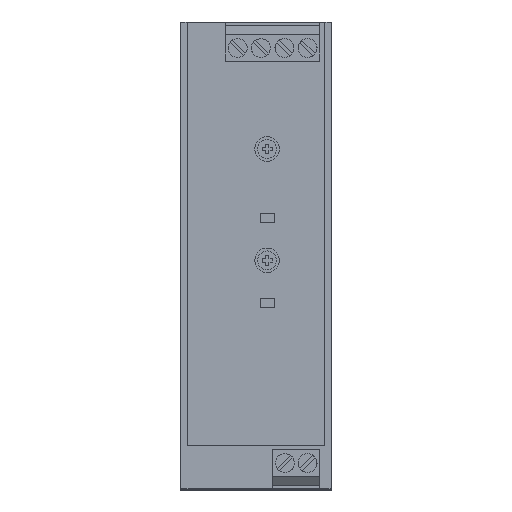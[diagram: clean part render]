
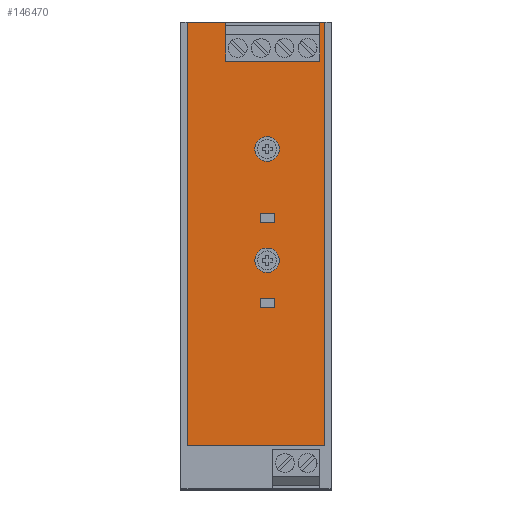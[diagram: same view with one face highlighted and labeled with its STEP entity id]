
A CAD part, top view. The second image highlights one B-rep face of the part: STEP entity #146470.
In plain terms, the highlighted face is planar.
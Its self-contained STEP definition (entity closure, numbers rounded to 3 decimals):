
#93350=CARTESIAN_POINT('',(-13.5,88.9,0.));
#93360=DIRECTION('',(0.,0.,1.));
#93370=VECTOR('',#93360,1.);
#93380=LINE('',#93350,#93370);
#93390=CARTESIAN_POINT('',(-13.5,88.9,46.81));
#93400=VERTEX_POINT('',#93390);
#93410=CARTESIAN_POINT('',(-13.5,88.9,49.41));
#93420=VERTEX_POINT('',#93410);
#93430=EDGE_CURVE('',#93400,#93420,#93380,.T.);
#140500=CARTESIAN_POINT('',(-0.85,88.9,-9.));
#140510=VERTEX_POINT('',#140500);
#140590=CARTESIAN_POINT('',(-0.85,88.9,-11.));
#140600=VERTEX_POINT('',#140590);
#140630=CARTESIAN_POINT('',(-0.85,88.9,0.));
#140640=DIRECTION('',(0.,0.,1.));
#140650=VECTOR('',#140640,1.);
#140660=LINE('',#140630,#140650);
#140670=EDGE_CURVE('',#140600,#140510,#140660,.T.);
#141060=CARTESIAN_POINT('',(-14.61,88.9,49.41));
#141070=VERTEX_POINT('',#141060);
#141100=CARTESIAN_POINT('',(0.,88.9,49.41));
#141110=DIRECTION('',(1.,0.,0.));
#141120=VECTOR('',#141110,1.);
#141130=LINE('',#141100,#141120);
#141140=EDGE_CURVE('',#141070,#93420,#141130,.T.);
#144070=CARTESIAN_POINT('',(-3.85,88.9,-11.));
#144080=VERTEX_POINT('',#144070);
#144110=CARTESIAN_POINT('',(0.,88.9,-11.));
#144120=DIRECTION('',(1.,0.,0.));
#144130=VECTOR('',#144120,1.);
#144140=LINE('',#144110,#144130);
#144150=EDGE_CURVE('',#144080,#140600,#144140,.T.);
#144940=CARTESIAN_POINT('',(-10.375,88.9,0.));
#144950=DIRECTION('',(0.,1.,0.));
#144960=DIRECTION('',(0.,0.,1.));
#144970=AXIS2_PLACEMENT_3D('',#144940,#144950,#144960);
#144980=PLANE('',#144970);
#144990=CARTESIAN_POINT('',(-0.85,88.9,0.));
#145000=DIRECTION('',(0.,0.,1.));
#145010=VECTOR('',#145000,1.);
#145020=LINE('',#144990,#145010);
#145030=CARTESIAN_POINT('',(-0.85,88.9,7.));
#145040=VERTEX_POINT('',#145030);
#145050=CARTESIAN_POINT('',(-0.85,88.9,9.));
#145060=VERTEX_POINT('',#145050);
#145070=EDGE_CURVE('',#145040,#145060,#145020,.T.);
#145080=ORIENTED_EDGE('',*,*,#145070,.T.);
#145090=CARTESIAN_POINT('',(0.,88.9,7.));
#145100=DIRECTION('',(1.,0.,0.));
#145110=VECTOR('',#145100,1.);
#145120=LINE('',#145090,#145110);
#145130=CARTESIAN_POINT('',(-3.85,88.9,7.));
#145140=VERTEX_POINT('',#145130);
#145150=EDGE_CURVE('',#145140,#145040,#145120,.T.);
#145160=ORIENTED_EDGE('',*,*,#145150,.T.);
#145170=CARTESIAN_POINT('',(-3.85,88.9,0.));
#145180=DIRECTION('',(0.,0.,-1.));
#145190=VECTOR('',#145180,1.);
#145200=LINE('',#145170,#145190);
#145210=CARTESIAN_POINT('',(-3.85,88.9,9.));
#145220=VERTEX_POINT('',#145210);
#145230=EDGE_CURVE('',#145220,#145140,#145200,.T.);
#145240=ORIENTED_EDGE('',*,*,#145230,.T.);
#145250=CARTESIAN_POINT('',(0.,88.9,9.));
#145260=DIRECTION('',(-1.,0.,0.));
#145270=VECTOR('',#145260,1.);
#145280=LINE('',#145250,#145270);
#145290=EDGE_CURVE('',#145060,#145220,#145280,.T.);
#145300=ORIENTED_EDGE('',*,*,#145290,.T.);
#145310=EDGE_LOOP('',(#145300,#145240,#145160,#145080));
#145320=FACE_BOUND('',#145310,.T.);
#145330=CARTESIAN_POINT('',(-2.35,88.9,22.6));
#145340=DIRECTION('',(0.,-1.,0.));
#145350=DIRECTION('',(1.,0.,0.));
#145360=AXIS2_PLACEMENT_3D('',#145330,#145340,#145350);
#145370=CIRCLE('',#145360,2.6);
#145380=CARTESIAN_POINT('',(0.25,88.9,22.6));
#145390=VERTEX_POINT('',#145380);
#145400=CARTESIAN_POINT('',(-4.95,88.9,22.6));
#145410=VERTEX_POINT('',#145400);
#145420=EDGE_CURVE('',#145390,#145410,#145370,.T.);
#145430=ORIENTED_EDGE('',*,*,#145420,.T.);
#145440=EDGE_CURVE('',#145410,#145390,#145370,.T.);
#145450=ORIENTED_EDGE('',*,*,#145440,.T.);
#145460=EDGE_LOOP('',(#145450,#145430));
#145470=FACE_BOUND('',#145460,.T.);
#145480=ORIENTED_EDGE('',*,*,#144150,.T.);
#145490=CARTESIAN_POINT('',(-3.85,88.9,0.));
#145500=DIRECTION('',(0.,0.,-1.));
#145510=VECTOR('',#145500,1.);
#145520=LINE('',#145490,#145510);
#145530=CARTESIAN_POINT('',(-3.85,88.9,-9.));
#145540=VERTEX_POINT('',#145530);
#145550=EDGE_CURVE('',#145540,#144080,#145520,.T.);
#145560=ORIENTED_EDGE('',*,*,#145550,.T.);
#145570=CARTESIAN_POINT('',(0.,88.9,-9.));
#145580=DIRECTION('',(-1.,0.,0.));
#145590=VECTOR('',#145580,1.);
#145600=LINE('',#145570,#145590);
#145610=EDGE_CURVE('',#140510,#145540,#145600,.T.);
#145620=ORIENTED_EDGE('',*,*,#145610,.T.);
#145630=ORIENTED_EDGE('',*,*,#140670,.T.);
#145640=EDGE_LOOP('',(#145630,#145620,#145560,#145480));
#145650=FACE_BOUND('',#145640,.T.);
#145660=CARTESIAN_POINT('',(-2.35,88.9,-1.));
#145670=DIRECTION('',(0.,-1.,0.));
#145680=DIRECTION('',(1.,0.,0.));
#145690=AXIS2_PLACEMENT_3D('',#145660,#145670,#145680);
#145700=CIRCLE('',#145690,2.6);
#145710=CARTESIAN_POINT('',(0.25,88.9,-1.));
#145720=VERTEX_POINT('',#145710);
#145730=CARTESIAN_POINT('',(-4.95,88.9,-1.));
#145740=VERTEX_POINT('',#145730);
#145750=EDGE_CURVE('',#145720,#145740,#145700,.T.);
#145760=ORIENTED_EDGE('',*,*,#145750,.T.);
#145770=EDGE_CURVE('',#145740,#145720,#145700,.T.);
#145780=ORIENTED_EDGE('',*,*,#145770,.T.);
#145790=EDGE_LOOP('',(#145780,#145760));
#145800=FACE_BOUND('',#145790,.T.);
#145810=CARTESIAN_POINT('',(14.614,88.9,47.9));
#145820=DIRECTION('',(0.,0.,-1.));
#145830=VECTOR('',#145820,1.);
#145840=LINE('',#145810,#145830);
#145850=CARTESIAN_POINT('',(14.61,88.9,49.41));
#145860=VERTEX_POINT('',#145850);
#145870=CARTESIAN_POINT('',(14.61,88.9,-40.214));
#145880=VERTEX_POINT('',#145870);
#145890=EDGE_CURVE('',#145860,#145880,#145840,.T.);
#145900=ORIENTED_EDGE('',*,*,#145890,.T.);
#145910=CARTESIAN_POINT('',(0.,88.9,49.41));
#145920=DIRECTION('',(1.,0.,0.));
#145930=VECTOR('',#145920,1.);
#145940=LINE('',#145910,#145930);
#145950=CARTESIAN_POINT('',(6.45,88.9,49.41));
#145960=VERTEX_POINT('',#145950);
#145970=EDGE_CURVE('',#145960,#145860,#145940,.T.);
#145980=ORIENTED_EDGE('',*,*,#145970,.T.);
#145990=CARTESIAN_POINT('',(6.45,88.9,0.));
#146000=DIRECTION('',(0.,0.,1.));
#146010=VECTOR('',#146000,1.);
#146020=LINE('',#145990,#146010);
#146030=CARTESIAN_POINT('',(6.45,88.9,46.81));
#146040=VERTEX_POINT('',#146030);
#146050=EDGE_CURVE('',#146040,#145960,#146020,.T.);
#146060=ORIENTED_EDGE('',*,*,#146050,.T.);
#146070=CARTESIAN_POINT('',(6.45,88.9,0.));
#146080=DIRECTION('',(0.,0.,-1.));
#146090=VECTOR('',#146080,1.);
#146100=LINE('',#146070,#146090);
#146110=CARTESIAN_POINT('',(6.45,88.9,41.21));
#146120=VERTEX_POINT('',#146110);
#146130=EDGE_CURVE('',#146040,#146120,#146100,.T.);
#146140=ORIENTED_EDGE('',*,*,#146130,.F.);
#146150=CARTESIAN_POINT('',(0.,88.9,41.21));
#146160=DIRECTION('',(-1.,0.,0.));
#146170=VECTOR('',#146160,1.);
#146180=LINE('',#146150,#146170);
#146190=CARTESIAN_POINT('',(-13.5,88.9,41.21));
#146200=VERTEX_POINT('',#146190);
#146210=EDGE_CURVE('',#146120,#146200,#146180,.T.);
#146220=ORIENTED_EDGE('',*,*,#146210,.F.);
#146230=CARTESIAN_POINT('',(-13.5,88.9,0.));
#146240=DIRECTION('',(0.,0.,1.));
#146250=VECTOR('',#146240,1.);
#146260=LINE('',#146230,#146250);
#146270=EDGE_CURVE('',#146200,#93400,#146260,.T.);
#146280=ORIENTED_EDGE('',*,*,#146270,.F.);
#146290=ORIENTED_EDGE('',*,*,#93430,.F.);
#146300=ORIENTED_EDGE('',*,*,#141140,.T.);
#146310=CARTESIAN_POINT('',(-14.61,88.9,0.));
#146320=DIRECTION('',(0.,0.,-1.));
#146330=VECTOR('',#146320,1.);
#146340=LINE('',#146310,#146330);
#146350=CARTESIAN_POINT('',(-14.61,88.9,-40.214));
#146360=VERTEX_POINT('',#146350);
#146370=EDGE_CURVE('',#141070,#146360,#146340,.T.);
#146380=ORIENTED_EDGE('',*,*,#146370,.F.);
#146390=CARTESIAN_POINT('',(0.,88.9,-40.214));
#146400=DIRECTION('',(-1.,0.,0.));
#146410=VECTOR('',#146400,1.);
#146420=LINE('',#146390,#146410);
#146430=EDGE_CURVE('',#145880,#146360,#146420,.T.);
#146440=ORIENTED_EDGE('',*,*,#146430,.T.);
#146450=EDGE_LOOP('',(#146440,#146380,#146300,#146290,#146280,#146220,
#146140,#146060,#145980,#145900));
#146460=FACE_OUTER_BOUND('',#146450,.T.);
#146470=ADVANCED_FACE('',(#145320,#145470,#145650,#145800,#146460),
#144980,.T.);
